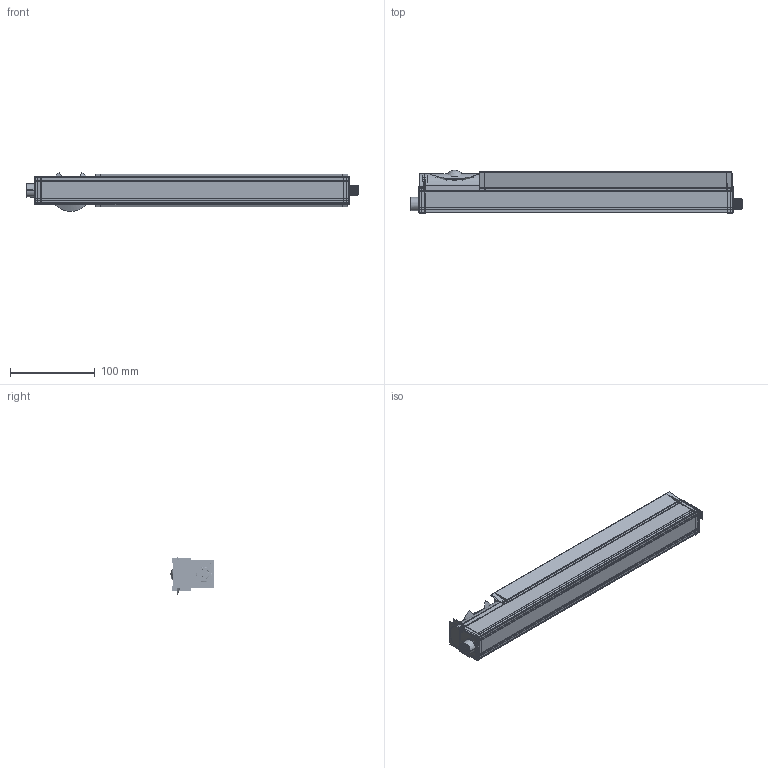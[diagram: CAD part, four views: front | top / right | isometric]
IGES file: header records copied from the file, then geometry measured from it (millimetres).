
Start section:  PTC IGES file: 192498.igs
Global section: file name: 192498.igs; native system: Creo Parametric by Parametric Technology Corporation; preprocessor: 2013230; author: pdmadmin; organization: Unknown; date: 20151230.170509; units: millimetre
Bounding box: 390.74 x 51.11 x 45.91 mm (x, y, z)
Volume: 154016.2 mm3; surface area: 1057613.9 mm2
Topology: 27 solids, 27 shells, 4264 faces, 22491 edges, 28799 vertices
Faces by surface type: revolution 2344, bspline 1920
